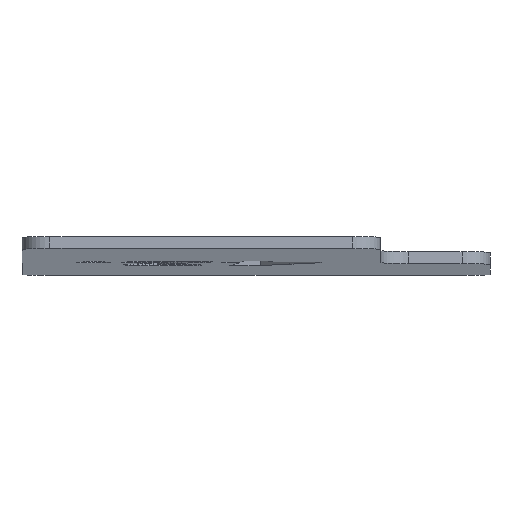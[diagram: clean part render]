
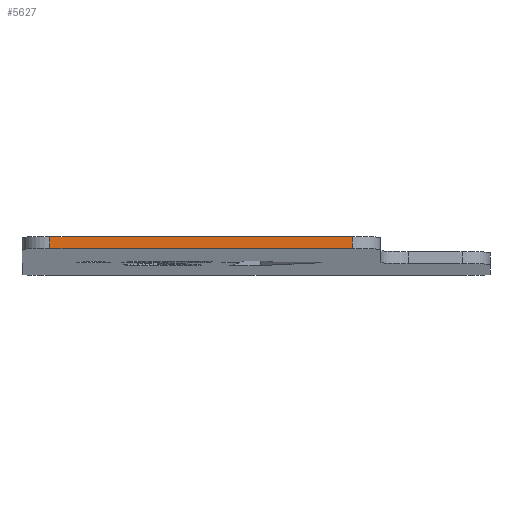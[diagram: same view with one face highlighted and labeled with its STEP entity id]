
A CAD part, front view. The second image highlights one B-rep face of the part: STEP entity #5627.
In plain terms, the highlighted planar face has unit normal (0, -0.999, 0.037).
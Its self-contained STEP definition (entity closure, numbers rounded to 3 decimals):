
#50=FACE_OUTER_BOUND('',#332,.T.);
#332=EDGE_LOOP('',(#3696,#3697,#3698,#3699));
#628=LINE('',#7666,#1454);
#629=LINE('',#7670,#1455);
#630=LINE('',#7672,#1456);
#631=LINE('',#7673,#1457);
#1454=VECTOR('',#6246,10.);
#1455=VECTOR('',#6251,10.);
#1456=VECTOR('',#6252,10.);
#1457=VECTOR('',#6253,10.);
#2280=VERTEX_POINT('',#7663);
#2281=VERTEX_POINT('',#7665);
#2282=VERTEX_POINT('',#7669);
#2283=VERTEX_POINT('',#7671);
#2847=EDGE_CURVE('',#2280,#2281,#628,.T.);
#2849=EDGE_CURVE('',#2280,#2282,#629,.T.);
#2850=EDGE_CURVE('',#2282,#2283,#630,.T.);
#2851=EDGE_CURVE('',#2281,#2283,#631,.T.);
#3696=ORIENTED_EDGE('',*,*,#2849,.T.);
#3697=ORIENTED_EDGE('',*,*,#2850,.T.);
#3698=ORIENTED_EDGE('',*,*,#2851,.F.);
#3699=ORIENTED_EDGE('',*,*,#2847,.F.);
#5348=PLANE('',#5919);
#5627=ADVANCED_FACE('',(#50),#5348,.T.);
#5919=AXIS2_PLACEMENT_3D('',#7668,#6249,#6250);
#6246=DIRECTION('',(0.,0.038,0.999));
#6249=DIRECTION('center_axis',(0.,-0.999,0.038));
#6250=DIRECTION('ref_axis',(1.,0.,0.));
#6251=DIRECTION('',(1.,0.,0.));
#6252=DIRECTION('',(0.,0.038,0.999));
#6253=DIRECTION('',(1.,0.,0.));
#7663=CARTESIAN_POINT('',(174.687,25.075,-11.333));
#7665=CARTESIAN_POINT('',(174.687,25.188,-8.335));
#7666=CARTESIAN_POINT('',(174.687,25.075,-11.333));
#7668=CARTESIAN_POINT('Origin',(174.687,25.075,-11.333));
#7669=CARTESIAN_POINT('',(250.327,25.075,-11.333));
#7670=CARTESIAN_POINT('',(174.687,25.075,-11.333));
#7671=CARTESIAN_POINT('',(250.327,25.188,-8.335));
#7672=CARTESIAN_POINT('',(250.327,25.075,-11.333));
#7673=CARTESIAN_POINT('',(174.687,25.188,-8.335));
